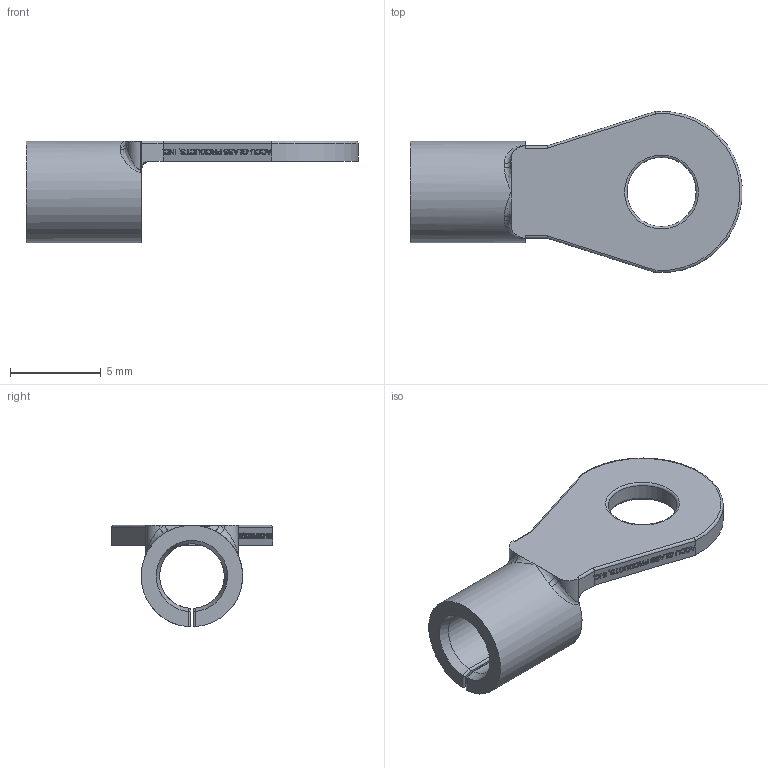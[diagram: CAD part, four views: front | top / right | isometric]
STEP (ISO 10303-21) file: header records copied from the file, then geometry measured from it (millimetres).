
FILE_DESCRIPTION(/* description */ ('Alibre Inc.'),/* implementation_level */ '2;1');
FILE_NAME(/* name */ 'export0',/* time_stamp */ '2017-03-21T10:40:19-07:00',/* author */ (''),/* organization */ (''),/* preprocessor_version */ 'ST-DEVELOPER v14',/* originating_system */ 'Alibre',/* authorisation */ '');
FILE_SCHEMA (('CONFIG_CONTROL_DESIGN'));
Length unit declared in the file: centimetre
Products named in the file (1): 111412
Bounding box: 18.27 x 8.87 x 5.58 mm (x, y, z)
Volume: 169.5 mm3; surface area: 402 mm2
Topology: 1 solids, 1 shells, 425 faces, 1169 edges, 773 vertices
Faces by surface type: bspline 230, plane 173, cylinder 18, torus 3, cone 1
Full cylindrical faces by diameter (mm): 3.81 x1
Entity records: 15580 total; most frequent: CARTESIAN_POINT 6529, ORIENTED_EDGE 2328, EDGE_CURVE 1164, DIRECTION 919, VERTEX_POINT 773, VECTOR 638, LINE 638, B_SPLINE_CURVE_WITH_KNOTS 479
